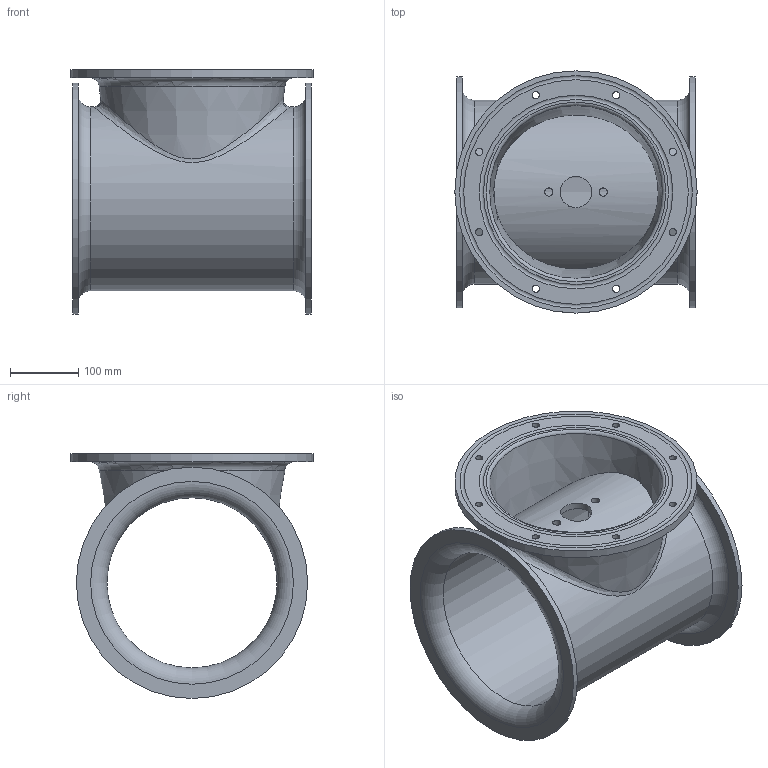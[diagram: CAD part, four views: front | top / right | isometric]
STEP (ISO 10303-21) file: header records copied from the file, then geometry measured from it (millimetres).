
FILE_DESCRIPTION(/* description */ (''),/* implementation_level */ '2;1');
FILE_NAME(/* name */ '90180i.stp',/* time_stamp */ '2016-02-22T12:29:22+01:00',/* author */ ('elvira'),/* organization */ (''),/* preprocessor_version */ 'ST-DEVELOPER v16.1',/* originating_system */ 'Autodesk Inventor 2016',/* authorisation */ '');
FILE_SCHEMA (('AUTOMOTIVE_DESIGN { 1 0 10303 214 3 1 1 }'));
Length unit declared in the file: millimetre
Products named in the file (1): 90180i
Bounding box: 356 x 356 x 359.93 mm (x, y, z)
Volume: 4644796.6 mm3; surface area: 912915.3 mm2
Topology: 1 solids, 1 shells, 36 faces, 100 edges, 65 vertices
Faces by surface type: cylinder 17, torus 8, plane 8, cone 2, bspline 1
Full cylindrical faces by diameter (mm): 10.5 x8, 12 x2, 46 x1, 250 x1, 270 x1, 339.865 x2, 356 x1
Entity records: 1932 total; most frequent: CARTESIAN_POINT 1067, DIRECTION 164, ORIENTED_EDGE 126, EDGE_LOOP 85, AXIS2_PLACEMENT_3D 82, EDGE_CURVE 63, VERTEX_POINT 54, FACE_BOUND 49
